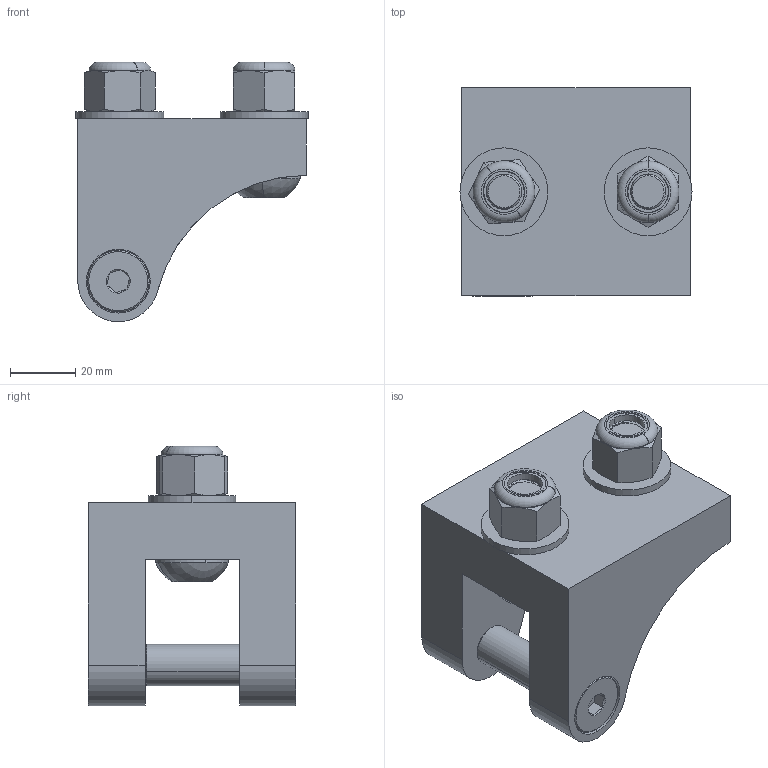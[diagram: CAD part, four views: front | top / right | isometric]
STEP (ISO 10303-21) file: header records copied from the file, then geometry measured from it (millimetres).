
FILE_DESCRIPTION (( 'STEP AP203' ), '1' );
FILE_NAME ('HDM500 actuator mount assembly.STEP', '2014-08-04T16:11:36', ( 'Kyle' ), ( 'Microsoft' ), 'SwSTEP 2.0', 'SolidWorks 2014', '' );
FILE_SCHEMA (( 'CONFIG_CONTROL_DESIGN' ));
Length unit declared in the file: inch
Products named in the file (6): HDM500 actuator mount assembly; HDM500; 91259A716_91259A716; 91306A435_91306A435; 90126A033_90126A033; 90640A133_90640A133
Assembly tree (8 placements, depth 2):
  HDM500 actuator mount assembly
    HDM500
    91259A716_91259A716
    91306A435_91306A435  x2
    90126A033_90126A033  x2
    90640A133_90640A133  x2
Bounding box: 71.08 x 63.63 x 79.44 mm (x, y, z)
Volume: 142612.2 mm3; surface area: 40809.3 mm2
Topology: 10 solids, 10 shells, 741 faces, 1708 edges, 999 vertices
Faces by surface type: plane 308, cylinder 269, cone 138, torus 14, bspline 8, sphere 4
Entity records: 22045 total; most frequent: CARTESIAN_POINT 8712, DIRECTION 2698, ORIENTED_EDGE 2640, EDGE_CURVE 1320, AXIS2_PLACEMENT_3D 1032, VERTEX_POINT 767, VECTOR 634, LINE 634
